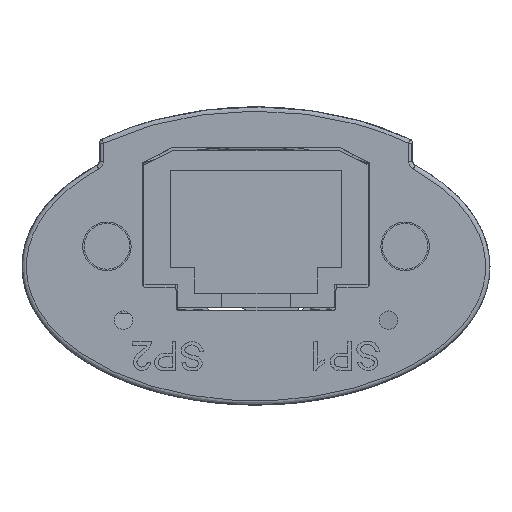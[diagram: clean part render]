
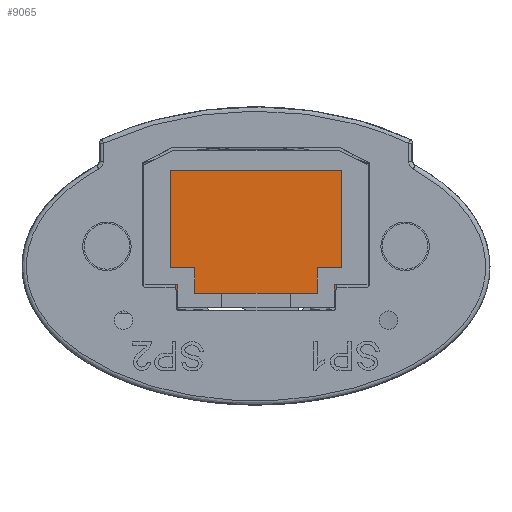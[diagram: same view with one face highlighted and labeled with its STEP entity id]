
A CAD part, left-side view. The second image highlights one B-rep face of the part: STEP entity #9065.
In plain terms, the highlighted planar face has unit normal (-1, 0, 0).
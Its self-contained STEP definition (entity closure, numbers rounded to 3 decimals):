
#5379=CARTESIAN_POINT('',(-43.22,-5.625,-2.87));
#5380=VERTEX_POINT('',#5379);
#5388=CARTESIAN_POINT('',(-43.22,5.625,-2.87));
#5389=VERTEX_POINT('',#5388);
#5390=CARTESIAN_POINT('',(-43.22,5.625,-2.87));
#5391=DIRECTION('',(0.0,-1.0,0.0));
#5392=VECTOR('',#5391,11.25);
#5393=LINE('',#5390,#5392);
#5394=EDGE_CURVE('',#5389,#5380,#5393,.T.);
#7702=CARTESIAN_POINT('',(-43.22,-4.3,-0.07));
#7703=VERTEX_POINT('',#7702);
#7704=CARTESIAN_POINT('',(-43.22,-6.,-0.07));
#7705=VERTEX_POINT('',#7704);
#7706=CARTESIAN_POINT('',(-43.22,-4.3,-0.07));
#7707=DIRECTION('',(0.0,-1.0,0.0));
#7708=VECTOR('',#7707,1.7);
#7709=LINE('',#7706,#7708);
#7710=EDGE_CURVE('',#7703,#7705,#7709,.T.);
#7733=CARTESIAN_POINT('',(-43.22,-6.,6.73));
#7734=VERTEX_POINT('',#7733);
#7735=CARTESIAN_POINT('',(-43.22,-6.,-0.07));
#7736=DIRECTION('',(0.0,0.0,1.0));
#7737=VECTOR('',#7736,6.8);
#7738=LINE('',#7735,#7737);
#7739=EDGE_CURVE('',#7705,#7734,#7738,.T.);
#7757=CARTESIAN_POINT('',(-43.22,6.,6.73));
#7758=VERTEX_POINT('',#7757);
#7759=CARTESIAN_POINT('',(-43.22,-6.,6.73));
#7760=DIRECTION('',(0.0,1.0,0.0));
#7761=VECTOR('',#7760,12.);
#7762=LINE('',#7759,#7761);
#7763=EDGE_CURVE('',#7734,#7758,#7762,.T.);
#7787=CARTESIAN_POINT('',(-43.22,6.,-0.07));
#7788=VERTEX_POINT('',#7787);
#7789=CARTESIAN_POINT('',(-43.22,6.,6.73));
#7790=DIRECTION('',(0.0,0.0,-1.0));
#7791=VECTOR('',#7790,6.8);
#7792=LINE('',#7789,#7791);
#7793=EDGE_CURVE('',#7758,#7788,#7792,.T.);
#7811=CARTESIAN_POINT('',(-43.22,4.3,-0.07));
#7812=VERTEX_POINT('',#7811);
#7813=CARTESIAN_POINT('',(-43.22,6.,-0.07));
#7814=DIRECTION('',(0.0,-1.0,0.0));
#7815=VECTOR('',#7814,1.7);
#7816=LINE('',#7813,#7815);
#7817=EDGE_CURVE('',#7788,#7812,#7816,.T.);
#7843=CARTESIAN_POINT('',(-43.22,4.3,-1.27));
#7844=VERTEX_POINT('',#7843);
#7851=CARTESIAN_POINT('',(-43.22,4.3,-0.07));
#7852=DIRECTION('',(0.0,0.0,-1.0));
#7853=VECTOR('',#7852,1.2);
#7854=LINE('',#7851,#7853);
#7855=EDGE_CURVE('',#7812,#7844,#7854,.T.);
#7870=CARTESIAN_POINT('',(-43.22,-4.3,-1.27));
#7871=VERTEX_POINT('',#7870);
#7887=CARTESIAN_POINT('',(-43.22,-4.3,-1.27));
#7888=DIRECTION('',(0.0,0.0,1.0));
#7889=VECTOR('',#7888,1.2);
#7890=LINE('',#7887,#7889);
#7891=EDGE_CURVE('',#7871,#7703,#7890,.T.);
#8014=CARTESIAN_POINT('',(-43.22,-5.625,-1.27));
#8015=VERTEX_POINT('',#8014);
#8016=CARTESIAN_POINT('',(-43.22,-5.625,-1.27));
#8017=DIRECTION('',(0.0,1.0,0.0));
#8018=VECTOR('',#8017,1.325);
#8019=LINE('',#8016,#8018);
#8020=EDGE_CURVE('',#8015,#7871,#8019,.T.);
#8245=CARTESIAN_POINT('',(-43.22,5.625,-1.27));
#8246=VERTEX_POINT('',#8245);
#8254=CARTESIAN_POINT('',(-43.22,4.3,-1.27));
#8255=DIRECTION('',(0.0,1.0,0.0));
#8256=VECTOR('',#8255,1.325);
#8257=LINE('',#8254,#8256);
#8258=EDGE_CURVE('',#7844,#8246,#8257,.T.);
#9030=CARTESIAN_POINT('',(-43.22,-5.625,-2.87));
#9031=DIRECTION('',(0.0,0.0,1.0));
#9032=VECTOR('',#9031,1.6);
#9033=LINE('',#9030,#9032);
#9034=EDGE_CURVE('',#5380,#8015,#9033,.T.);
#9041=CARTESIAN_POINT('',(-43.22,-5.625,-2.87));
#9042=DIRECTION('',(-1.0,0.0,0.0));
#9043=DIRECTION('',(0.0,0.0,1.0));
#9044=AXIS2_PLACEMENT_3D('',#9041,#9042,#9043);
#9045=PLANE('',#9044);
#9046=ORIENTED_EDGE('',*,*,#8258,.T.);
#9047=CARTESIAN_POINT('',(-43.22,5.625,-2.87));
#9048=DIRECTION('',(0.0,0.0,1.0));
#9049=VECTOR('',#9048,1.6);
#9050=LINE('',#9047,#9049);
#9051=EDGE_CURVE('',#5389,#8246,#9050,.T.);
#9052=ORIENTED_EDGE('',*,*,#9051,.F.);
#9053=ORIENTED_EDGE('',*,*,#5394,.T.);
#9054=ORIENTED_EDGE('',*,*,#9034,.T.);
#9055=ORIENTED_EDGE('',*,*,#8020,.T.);
#9056=ORIENTED_EDGE('',*,*,#7891,.T.);
#9057=ORIENTED_EDGE('',*,*,#7710,.T.);
#9058=ORIENTED_EDGE('',*,*,#7739,.T.);
#9059=ORIENTED_EDGE('',*,*,#7763,.T.);
#9060=ORIENTED_EDGE('',*,*,#7793,.T.);
#9061=ORIENTED_EDGE('',*,*,#7817,.T.);
#9062=ORIENTED_EDGE('',*,*,#7855,.T.);
#9063=EDGE_LOOP('',(#9046,#9052,#9053,#9054,#9055,#9056,#9057,#9058,#9059,#9060,#9061,#9062));
#9064=FACE_OUTER_BOUND('',#9063,.T.);
#9065=ADVANCED_FACE('',(#9064),#9045,.T.);
